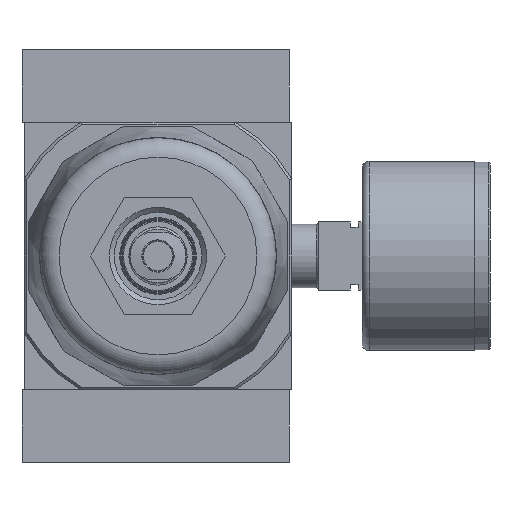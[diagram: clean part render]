
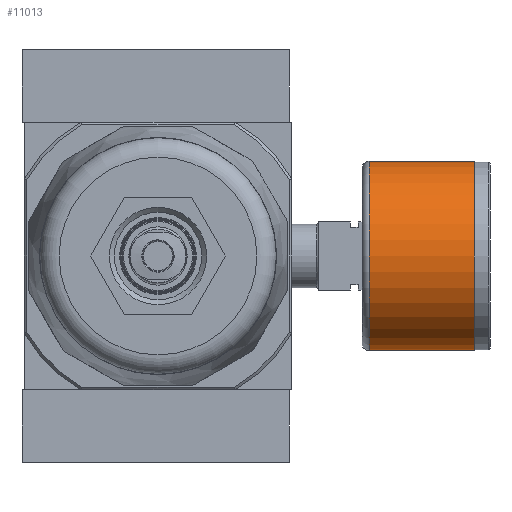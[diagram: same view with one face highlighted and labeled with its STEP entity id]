
A CAD part, front view. The second image highlights one B-rep face of the part: STEP entity #11013.
In plain terms, the highlighted cylindrical face has radius 19.5 mm (diameter 39 mm), a full revolution.
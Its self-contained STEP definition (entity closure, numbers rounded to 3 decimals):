
#1767=CIRCLE('',#11865,19.5);
#1768=CIRCLE('',#11867,19.5);
#3574=ORIENTED_EDGE('',*,*,#5145,.F.);
#3575=ORIENTED_EDGE('',*,*,#5146,.T.);
#5145=EDGE_CURVE('',#6074,#6074,#1767,.T.);
#5146=EDGE_CURVE('',#6075,#6075,#1768,.T.);
#6074=VERTEX_POINT('',#17391);
#6075=VERTEX_POINT('',#17394);
#6993=EDGE_LOOP('',(#3574));
#6994=EDGE_LOOP('',(#3575));
#7718=FACE_BOUND('',#6993,.T.);
#7719=FACE_BOUND('',#6994,.T.);
#8110=CYLINDRICAL_SURFACE('',#11866,19.5);
#11013=ADVANCED_FACE('',(#7718,#7719),#8110,.T.);
#11865=AXIS2_PLACEMENT_3D('',#17390,#13799,#13800);
#11866=AXIS2_PLACEMENT_3D('',#17392,#13801,#13802);
#11867=AXIS2_PLACEMENT_3D('',#17393,#13803,#13804);
#13799=DIRECTION('',(1.,0.,0.));
#13800=DIRECTION('',(0.,0.,-1.));
#13801=DIRECTION('',(1.,0.,0.));
#13802=DIRECTION('',(0.,0.,-1.));
#13803=DIRECTION('',(1.,0.,0.));
#13804=DIRECTION('',(0.,0.,-1.));
#17390=CARTESIAN_POINT('',(-3.2,0.,0.));
#17391=CARTESIAN_POINT('',(-3.2,0.,-19.5));
#17392=CARTESIAN_POINT('',(0.,0.,0.));
#17393=CARTESIAN_POINT('',(-24.85,0.,0.));
#17394=CARTESIAN_POINT('',(-24.85,0.,-19.5));
